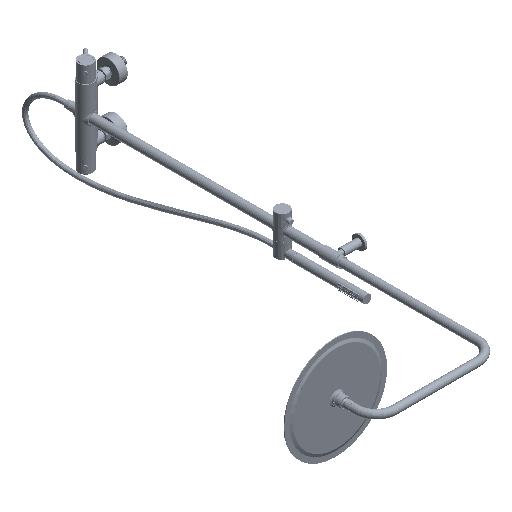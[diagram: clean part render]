
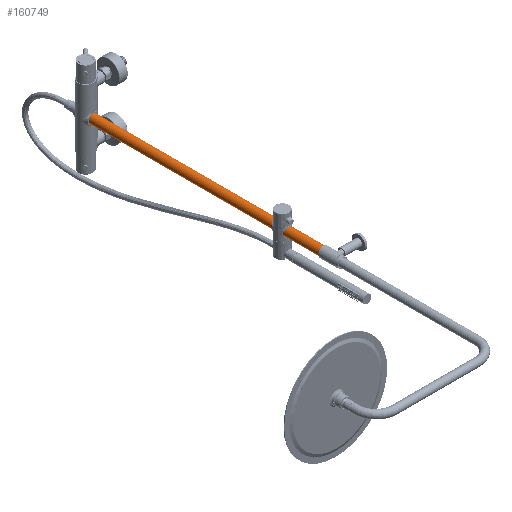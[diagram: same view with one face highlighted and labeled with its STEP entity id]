
A CAD part, isometric view. The second image highlights one B-rep face of the part: STEP entity #160749.
In plain terms, the highlighted cylindrical face has radius 12.5 mm (diameter 25 mm), a partial arc.
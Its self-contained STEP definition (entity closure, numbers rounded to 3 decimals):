
#11882 = VECTOR ( 'NONE', #85418, 1000. ) ;
#16244 = EDGE_CURVE ( 'NONE', #163585, #56244, #212408, .T. ) ;
#20347 = ORIENTED_EDGE ( 'NONE', *, *, #218605, .F. ) ;
#48114 = AXIS2_PLACEMENT_3D ( 'NONE', #123791, #167638, #98054 ) ;
#51999 = CARTESIAN_POINT ( 'NONE',  ( 0., -21.3, 0. ) ) ;
#56244 = VERTEX_POINT ( 'NONE', #81863 ) ;
#56799 = CARTESIAN_POINT ( 'NONE',  ( 0., -701.3, 0. ) ) ;
#58204 = CARTESIAN_POINT ( 'NONE',  ( 10.247, -701.3, 7.159 ) ) ;
#81863 = CARTESIAN_POINT ( 'NONE',  ( 10.247, -695.1, 7.159 ) ) ;
#85418 = DIRECTION ( 'NONE',  ( 0., 1., 0. ) ) ;
#86206 = DIRECTION ( 'NONE',  ( 0., 1., 0. ) ) ;
#90740 = CARTESIAN_POINT ( 'NONE',  ( -10.247, -695.1, -7.159 ) ) ;
#93574 = EDGE_LOOP ( 'NONE', ( #20347, #238699, #195192, #203689 ) ) ;
#98054 = DIRECTION ( 'NONE',  ( 0.82, 0., 0.573 ) ) ;
#111027 = VERTEX_POINT ( 'NONE', #234346 ) ;
#113273 = AXIS2_PLACEMENT_3D ( 'NONE', #56799, #215589, #198871 ) ;
#121488 = VERTEX_POINT ( 'NONE', #190780 ) ;
#123791 = CARTESIAN_POINT ( 'NONE',  ( 0., -695.1, 0. ) ) ;
#160749 = ADVANCED_FACE ( 'NONE', ( #170240 ), #173243, .T. ) ;
#163585 = VERTEX_POINT ( 'NONE', #90740 ) ;
#167638 = DIRECTION ( 'NONE',  ( 0., 1., 0. ) ) ;
#170240 = FACE_OUTER_BOUND ( 'NONE', #93574, .T. ) ;
#172947 = DIRECTION ( 'NONE',  ( -0.82, 0., -0.573 ) ) ;
#173243 = CYLINDRICAL_SURFACE ( 'NONE', #113273, 12.5 ) ;
#190780 = CARTESIAN_POINT ( 'NONE',  ( 10.247, -21.3, 7.159 ) ) ;
#195192 = ORIENTED_EDGE ( 'NONE', *, *, #207158, .T. ) ;
#198871 = DIRECTION ( 'NONE',  ( 0.82, 0., 0.573 ) ) ;
#201319 = AXIS2_PLACEMENT_3D ( 'NONE', #51999, #236455, #172947 ) ;
#203689 = ORIENTED_EDGE ( 'NONE', *, *, #267165, .T. ) ;
#207158 = EDGE_CURVE ( 'NONE', #56244, #121488, #287997, .T. ) ;
#212408 = CIRCLE ( 'NONE', #48114, 12.5 ) ;
#215589 = DIRECTION ( 'NONE',  ( 0., 1., 0. ) ) ;
#218605 = EDGE_CURVE ( 'NONE', #163585, #111027, #225283, .T. ) ;
#220529 = CIRCLE ( 'NONE', #201319, 12.5 ) ;
#225283 = LINE ( 'NONE', #228207, #274836 ) ;
#228207 = CARTESIAN_POINT ( 'NONE',  ( -10.247, -701.3, -7.159 ) ) ;
#234346 = CARTESIAN_POINT ( 'NONE',  ( -10.247, -21.3, -7.159 ) ) ;
#236455 = DIRECTION ( 'NONE',  ( 0., -1., 0. ) ) ;
#238699 = ORIENTED_EDGE ( 'NONE', *, *, #16244, .T. ) ;
#267165 = EDGE_CURVE ( 'NONE', #121488, #111027, #220529, .T. ) ;
#274836 = VECTOR ( 'NONE', #86206, 1000. ) ;
#287997 = LINE ( 'NONE', #58204, #11882 ) ;
